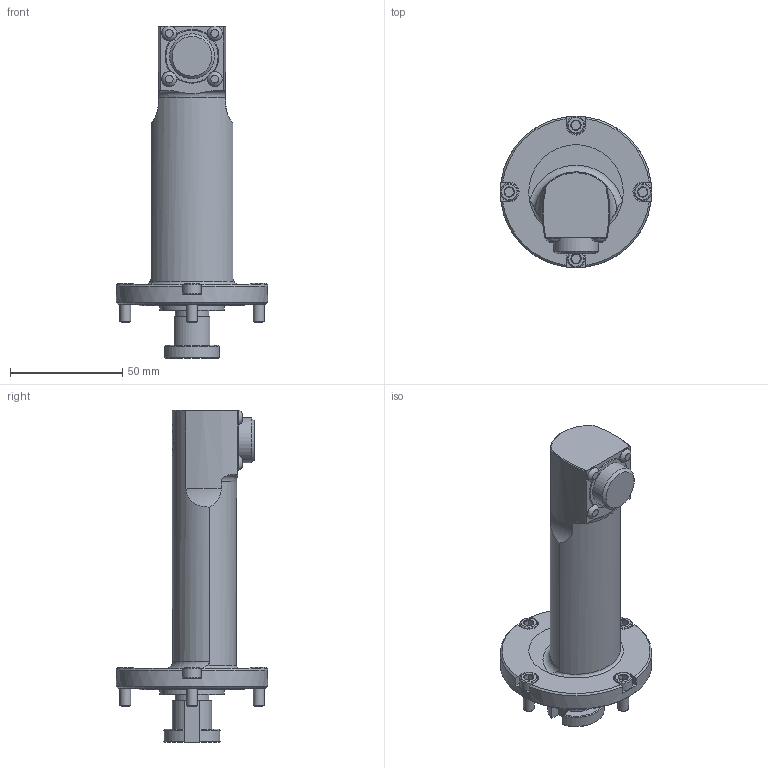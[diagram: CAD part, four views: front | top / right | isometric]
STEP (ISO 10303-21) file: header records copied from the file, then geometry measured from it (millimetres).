
FILE_DESCRIPTION (( 'STEP AP203' ), '1' );
FILE_NAME ('2TMSTW-D.STEP', '2015-06-22T22:55:21', ( '' ), ( '' ), 'SwSTEP 2.0', 'SolidWorks 2014', '' );
FILE_SCHEMA (( 'CONFIG_CONTROL_DESIGN' ));
Length unit declared in the file: inch
Products named in the file (1): 2TMSTW-D
Bounding box: 67.44 x 67.44 x 147.88 mm (x, y, z)
Volume: 131942.1 mm3; surface area: 24551.2 mm2
Topology: 1 solids, 1 shells, 175 faces, 387 edges, 240 vertices
Faces by surface type: plane 78, cone 51, cylinder 35, torus 7, sphere 4
Full cylindrical faces by diameter (mm): 3.505 x4, 4.826 x4, 6.655 x4, 7.925 x4, 15.062 x1, 20.066 x1, 28.575 x1, 47.625 x1, 67.437 x1
Entity records: 5228 total; most frequent: CARTESIAN_POINT 1554, DIRECTION 771, ORIENTED_EDGE 656, EDGE_CURVE 328, AXIS2_PLACEMENT_3D 326, EDGE_LOOP 247, VERTEX_POINT 219, FACE_OUTER_BOUND 202
